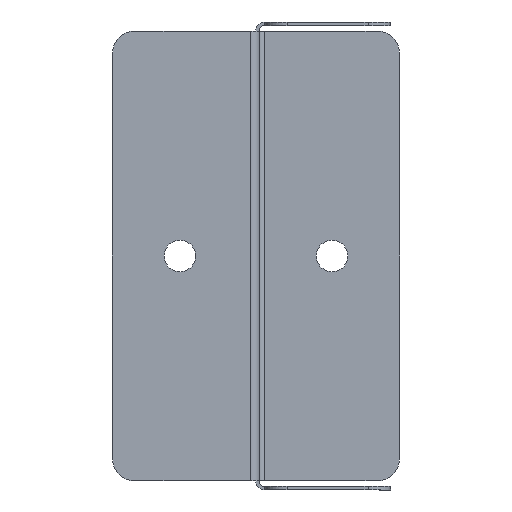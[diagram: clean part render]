
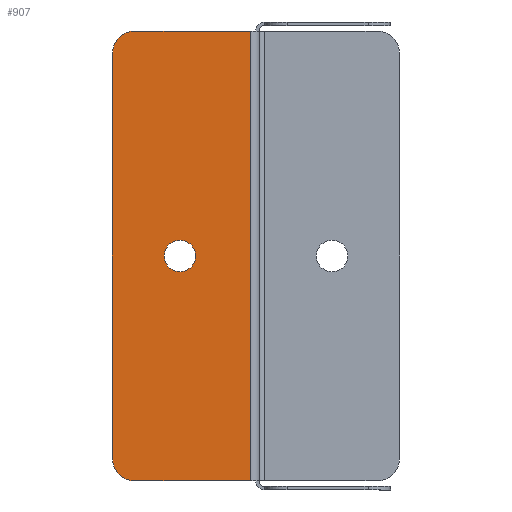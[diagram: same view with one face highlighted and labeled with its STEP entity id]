
A CAD part, left-side view. The second image highlights one B-rep face of the part: STEP entity #907.
In plain terms, the highlighted planar face has unit normal (-1, 0, 0).
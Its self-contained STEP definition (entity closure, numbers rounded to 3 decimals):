
#14 = VERTEX_POINT ( 'NONE', #1104 ) ;
#29 = VERTEX_POINT ( 'NONE', #1222 ) ;
#47 = VERTEX_POINT ( 'NONE', #1251 ) ;
#90 = VERTEX_POINT ( 'NONE', #1231 ) ;
#111 = VERTEX_POINT ( 'NONE', #1243 ) ;
#132 = VERTEX_POINT ( 'NONE', #1187 ) ;
#157 = ORIENTED_EDGE ( 'NONE', *, *, #865, .T. ) ;
#203 = ORIENTED_EDGE ( 'NONE', *, *, #868, .F. ) ;
#221 = ORIENTED_EDGE ( 'NONE', *, *, #815, .T. ) ;
#253 = ORIENTED_EDGE ( 'NONE', *, *, #783, .F. ) ;
#316 = EDGE_LOOP ( 'NONE', ( #253, #1456, #157, #1449, #221, #203 ) ) ;
#332 = EDGE_LOOP ( 'NONE', ( #1457 ) ) ;
#355 = VECTOR ( 'NONE', #1314, 1000. ) ;
#362 = LINE ( 'NONE', #1313, #355 ) ;
#455 = FACE_BOUND ( 'NONE', #332, .T. ) ;
#461 = VERTEX_POINT ( 'NONE', #1006 ) ;
#464 = FACE_OUTER_BOUND ( 'NONE', #316, .T. ) ;
#538 = DIRECTION ( 'NONE',  ( 0., -1., 0. ) ) ;
#540 = DIRECTION ( 'NONE',  ( 0., 1., 0. ) ) ;
#541 = DIRECTION ( 'NONE',  ( -1., 0., 0. ) ) ;
#542 = CARTESIAN_POINT ( 'NONE',  ( -0.8, -15., 0. ) ) ;
#544 = CARTESIAN_POINT ( 'NONE',  ( -0.8, 0., 50. ) ) ;
#550 = DIRECTION ( 'NONE',  ( -1., 0., 0. ) ) ;
#554 = CARTESIAN_POINT ( 'NONE',  ( -0.8, -5., 45. ) ) ;
#561 = DIRECTION ( 'NONE',  ( 0., 1., 0. ) ) ;
#612 = CIRCLE ( 'NONE', #762, 5. ) ;
#642 = LINE ( 'NONE', #544, #646 ) ;
#645 = CIRCLE ( 'NONE', #752, 3.5 ) ;
#646 = VECTOR ( 'NONE', #538, 1000. ) ;
#684 = AXIS2_PLACEMENT_3D ( 'NONE', #1023, #1016, #1015 ) ;
#718 = AXIS2_PLACEMENT_3D ( 'NONE', #1360, #1356, #1354 ) ;
#747 = EDGE_CURVE ( 'NONE', #90, #132, #612, .T. ) ;
#752 = AXIS2_PLACEMENT_3D ( 'NONE', #542, #541, #540 ) ;
#762 = AXIS2_PLACEMENT_3D ( 'NONE', #554, #550, #561 ) ;
#778 = EDGE_CURVE ( 'NONE', #461, #461, #645, .T. ) ;
#783 = EDGE_CURVE ( 'NONE', #90, #47, #642, .T. ) ;
#815 = EDGE_CURVE ( 'NONE', #111, #14, #362, .T. ) ;
#865 = EDGE_CURVE ( 'NONE', #132, #29, #981, .T. ) ;
#868 = EDGE_CURVE ( 'NONE', #47, #14, #958, .T. ) ;
#869 = EDGE_CURVE ( 'NONE', #29, #111, #962, .T. ) ;
#907 = ADVANCED_FACE ( 'NONE', ( #455, #464 ), #1021, .F. ) ;
#947 = VECTOR ( 'NONE', #1378, 1000. ) ;
#958 = LINE ( 'NONE', #1381, #947 ) ;
#962 = CIRCLE ( 'NONE', #718, 5. ) ;
#981 = LINE ( 'NONE', #1426, #989 ) ;
#989 = VECTOR ( 'NONE', #1405, 1000. ) ;
#1006 = CARTESIAN_POINT ( 'NONE',  ( -0.8, -11.5, 0. ) ) ;
#1015 = DIRECTION ( 'NONE',  ( 0., 1., 0. ) ) ;
#1016 = DIRECTION ( 'NONE',  ( 1., 0., 0. ) ) ;
#1021 = PLANE ( 'NONE',  #684 ) ;
#1023 = CARTESIAN_POINT ( 'NONE',  ( -0.8, 0., 50. ) ) ;
#1104 = CARTESIAN_POINT ( 'NONE',  ( -0.8, -30.6, -50. ) ) ;
#1187 = CARTESIAN_POINT ( 'NONE',  ( -0.8, 0., 45. ) ) ;
#1222 = CARTESIAN_POINT ( 'NONE',  ( -0.8, 0., -45. ) ) ;
#1231 = CARTESIAN_POINT ( 'NONE',  ( -0.8, -5., 50. ) ) ;
#1243 = CARTESIAN_POINT ( 'NONE',  ( -0.8, -5., -50. ) ) ;
#1251 = CARTESIAN_POINT ( 'NONE',  ( -0.8, -30.6, 50. ) ) ;
#1313 = CARTESIAN_POINT ( 'NONE',  ( -0.8, 0., -50. ) ) ;
#1314 = DIRECTION ( 'NONE',  ( 0., -1., 0. ) ) ;
#1354 = DIRECTION ( 'NONE',  ( 0., 1., 0. ) ) ;
#1356 = DIRECTION ( 'NONE',  ( -1., 0., 0. ) ) ;
#1360 = CARTESIAN_POINT ( 'NONE',  ( -0.8, -5., -45. ) ) ;
#1378 = DIRECTION ( 'NONE',  ( 0., 0., -1. ) ) ;
#1381 = CARTESIAN_POINT ( 'NONE',  ( -0.8, -30.6, 50. ) ) ;
#1405 = DIRECTION ( 'NONE',  ( 0., 0., -1. ) ) ;
#1426 = CARTESIAN_POINT ( 'NONE',  ( -0.8, 0., 50. ) ) ;
#1449 = ORIENTED_EDGE ( 'NONE', *, *, #869, .T. ) ;
#1456 = ORIENTED_EDGE ( 'NONE', *, *, #747, .T. ) ;
#1457 = ORIENTED_EDGE ( 'NONE', *, *, #778, .F. ) ;
